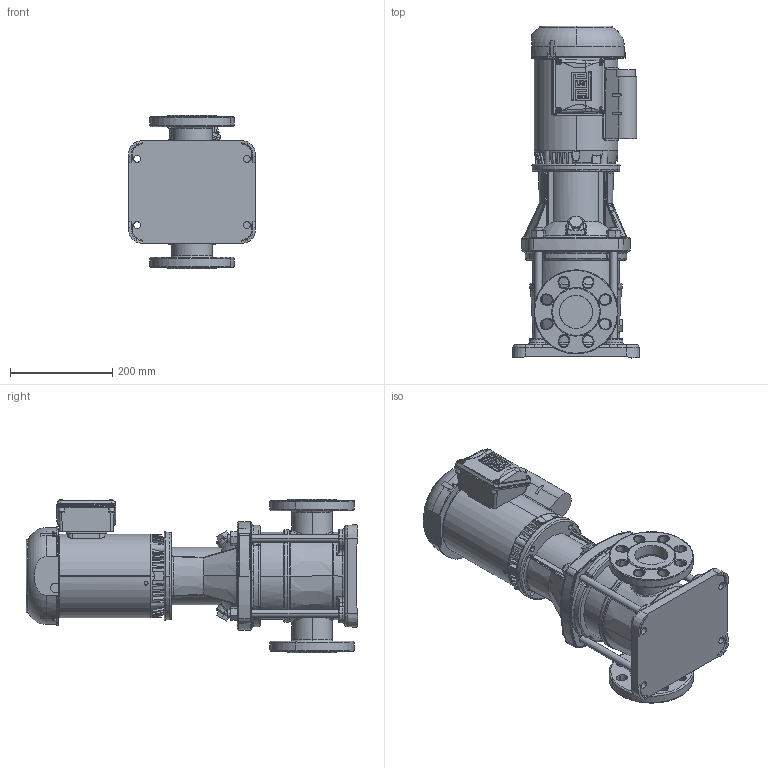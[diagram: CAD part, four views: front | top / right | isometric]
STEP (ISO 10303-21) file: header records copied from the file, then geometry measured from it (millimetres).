
FILE_DESCRIPTION (( 'STEP AP203' ), '1' );
FILE_NAME ('3303760 - MVI-50-1-.75 HP-56C-304-E-115_230V~1.step', '2022-03-30T15:02:44', ( '' ), ( '' ), 'SwSTEP 2.0', 'SolidWorks 2021', '' );
FILE_SCHEMA (( 'CONFIG_CONTROL_DESIGN' ));
Length unit declared in the file: inch
Products named in the file (5): ~1 MOTOR_3329581 - NEMA V2 0.75HP 56C 115_208-230V~1 TEFC; sbi_n_10-1_flange(NEMA); 3329581 - NEMA V2 0.75HP 56C 115_208-230V~1 TEFC; MVI PEO - [304-EPDM]_3304056 - MVI-50-1-.75 HP-56C-304-E-S; 3303760 - MVI-50-1-.75 HP-56C-304-E-115_230V~1
Assembly tree (4 placements, depth 3):
  3303760 - MVI-50-1-.75 HP-56C-304-E-115_230V~1
    MVI PEO - [304-EPDM]_3304056 - MVI-50-1-.75 HP-56C-304-E-S
      sbi_n_10-1_flange(NEMA)
    ~1 MOTOR_3329581 - NEMA V2 0.75HP 56C 115_208-230V~1 TEFC
      3329581 - NEMA V2 0.75HP 56C 115_208-230V~1 TEFC
Bounding box: 248.82 x 650.68 x 300 mm (x, y, z)
Volume: 17129895.5 mm3; surface area: 885183.2 mm2
Topology: 14 solids, 16 shells, 2130 faces, 5616 edges, 3571 vertices
Faces by surface type: plane 650, cylinder 561, bspline 438, cone 362, torus 89, sphere 30
Entity records: 144840 total; most frequent: CARTESIAN_POINT 97191, ORIENTED_EDGE 11134, DIRECTION 8070, EDGE_CURVE 5567, VERTEX_POINT 3571, AXIS2_PLACEMENT_3D 3111, EDGE_LOOP 2296, FACE_OUTER_BOUND 2130
